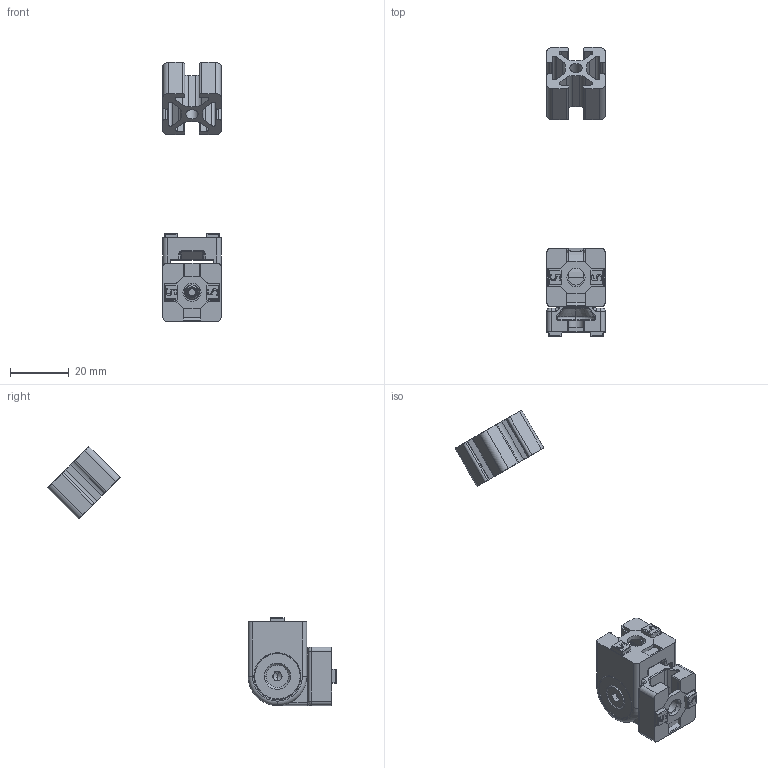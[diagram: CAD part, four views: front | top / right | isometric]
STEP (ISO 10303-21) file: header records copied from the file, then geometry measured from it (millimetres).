
FILE_DESCRIPTION (( 'STEP AP214' ), '1' );
FILE_NAME ('new products093gab20an05.step', '2017-09-27T09:35:11', ( '' ), ( '' ), 'SwSTEP 2.0', 'SolidWorks 2017', '' );
FILE_SCHEMA (( 'AUTOMOTIVE_DESIGN' ));
Length unit declared in the file: millimetre
Products named in the file (9): profiledummy_Default<As Machined>; new products093gab20an05; 093gr21_093gr21; Countersunk head screw ISO 10642 - M4x08_DIN 7991 - M4; 093GR31_134586; 093GR30_134585; 093gr28_093gr09; 093G20N --- R02 u Tab_134582 - N5; 093G20N --- R01 u Tab_134581 - N5
Assembly tree (12 placements, depth 2):
  new products093gab20an05
    profiledummy_Default<As Machined>
    093G20N --- R01 u Tab_134581 - N5
    093G20N --- R02 u Tab_134582 - N5
    093gr28_093gr09  x2
    093GR30_134585  x2
    093GR31_134586
    Countersunk head screw ISO 10642 - M4x08_DIN 7991 - M4  x2
    093gr21_093gr21  x2
Bounding box: 20 x 98.71 x 88.56 mm (x, y, z)
Volume: 14215.5 mm3; surface area: 12329.3 mm2
Topology: 12 solids, 12 shells, 1106 faces, 2677 edges, 1548 vertices
Faces by surface type: cylinder 384, plane 278, torus 240, sphere 90, bspline 78, cone 36
Entity records: 27222 total; most frequent: CARTESIAN_POINT 6960, DIRECTION 4509, ORIENTED_EDGE 4002, EDGE_CURVE 2001, AXIS2_PLACEMENT_3D 1817, VERTEX_POINT 1187, CIRCLE 1000, EDGE_LOOP 880
